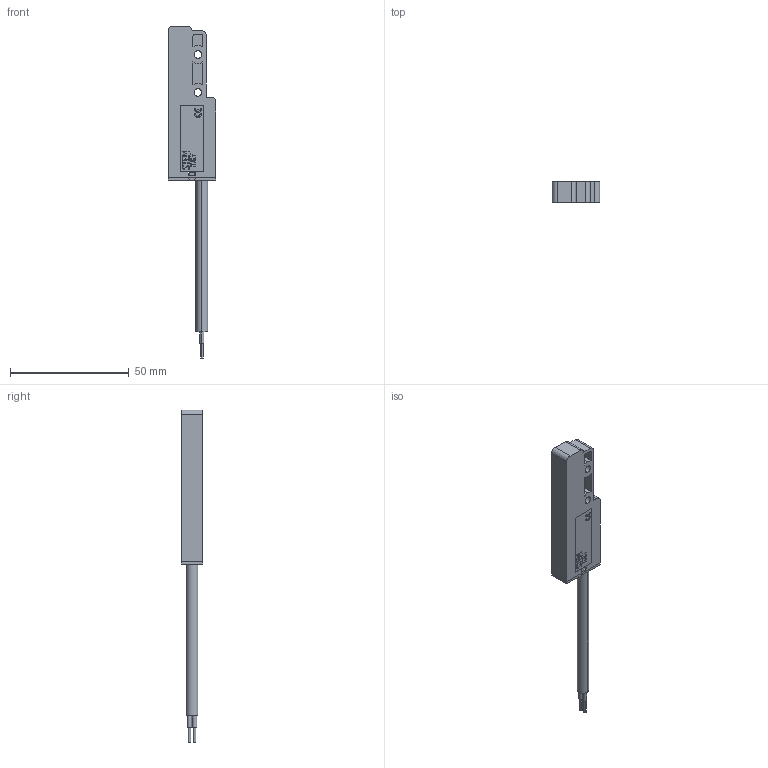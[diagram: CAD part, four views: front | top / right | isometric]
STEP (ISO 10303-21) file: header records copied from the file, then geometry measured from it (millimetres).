
FILE_DESCRIPTION (( 'STEP AP214' ), '1' );
FILE_NAME ('E531.STEP', '2021-12-29T16:30:01', ( '' ), ( '' ), 'SwSTEP 2.0', 'SolidWorks 2021', '' );
FILE_SCHEMA (( 'AUTOMOTIVE_DESIGN' ));
Length unit declared in the file: millimetre
Products named in the file (11): 1PDA xx-6.stp; E531; 1E53 00 00 0000.stp; 1PDA xx.stp; 1PDA xx-2.stp; 1PDA xx-4.stp; 1SPA 01 00 0000-0.stp; 1PDA xx-5.stp; 1SPA 01 00 0000.stp; 1E53 00 00 0000-1.stp; 1PDA xx-3.stp
Assembly tree (10 placements, depth 3):
  E531
    1SPA 01 00 0000.stp
      1SPA 01 00 0000-0.stp
    1E53 00 00 0000.stp
      1E53 00 00 0000-1.stp
    1PDA xx.stp
      1PDA xx-2.stp
      1PDA xx-3.stp
      1PDA xx-4.stp
      1PDA xx-5.stp
      1PDA xx-6.stp
Bounding box: 20 x 9.02 x 140 mm (x, y, z)
Volume: 5759.6 mm3; surface area: 8879.1 mm2
Topology: 7 solids, 7 shells, 285 faces, 766 edges, 511 vertices
Faces by surface type: plane 171, bspline 73, cylinder 41
Entity records: 9385 total; most frequent: CARTESIAN_POINT 2415, ORIENTED_EDGE 1532, DIRECTION 1071, EDGE_CURVE 766, VECTOR 533, LINE 533, VERTEX_POINT 511, EDGE_LOOP 311
